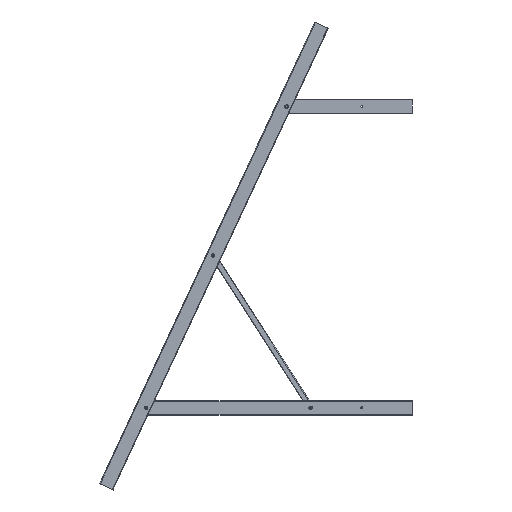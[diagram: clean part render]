
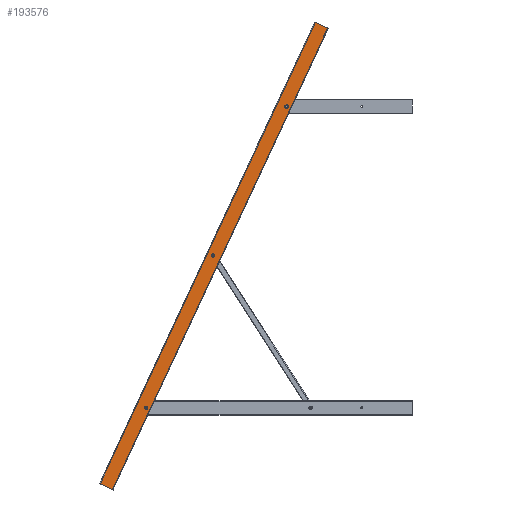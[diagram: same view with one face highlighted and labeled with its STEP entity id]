
A CAD part, left-side view. The second image highlights one B-rep face of the part: STEP entity #193576.
In plain terms, the highlighted planar face has unit normal (-1, 0, 0).
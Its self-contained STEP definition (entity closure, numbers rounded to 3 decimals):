
#1297 = CIRCLE ( 'NONE', #162525, 6.5 ) ;
#4679 = VERTEX_POINT ( 'NONE', #111282 ) ;
#4697 = VECTOR ( 'NONE', #196188, 1000. ) ;
#7862 = CARTESIAN_POINT ( 'NONE',  ( -27.5, -17.5, 1150. ) ) ;
#9131 = CARTESIAN_POINT ( 'NONE',  ( -27.5, -50., 1762.5 ) ) ;
#12566 = VERTEX_POINT ( 'NONE', #185088 ) ;
#13976 = CARTESIAN_POINT ( 'NONE',  ( -27.5, -17.5, -1150. ) ) ;
#14065 = ORIENTED_EDGE ( 'NONE', *, *, #75020, .T. ) ;
#15083 = DIRECTION ( 'NONE',  ( -1., 0., 0. ) ) ;
#16095 = CIRCLE ( 'NONE', #48301, 6.5 ) ;
#21897 = VERTEX_POINT ( 'NONE', #145174 ) ;
#28999 = LINE ( 'NONE', #164853, #125923 ) ;
#29647 = EDGE_CURVE ( 'NONE', #176476, #82847, #113519, .T. ) ;
#30181 = AXIS2_PLACEMENT_3D ( 'NONE', #155755, #171412, #82842 ) ;
#32282 = FACE_BOUND ( 'NONE', #117519, .T. ) ;
#36475 = VERTEX_POINT ( 'NONE', #145347 ) ;
#38175 = EDGE_CURVE ( 'NONE', #21897, #184493, #53389, .T. ) ;
#48301 = AXIS2_PLACEMENT_3D ( 'NONE', #153494, #221879, #119798 ) ;
#53389 = CIRCLE ( 'NONE', #171619, 6.5 ) ;
#53544 = FACE_OUTER_BOUND ( 'NONE', #117452, .T. ) ;
#55279 = CARTESIAN_POINT ( 'NONE',  ( -27.5, 48., 1762.5 ) ) ;
#56685 = EDGE_CURVE ( 'NONE', #176476, #4679, #28999, .T. ) ;
#56751 = ORIENTED_EDGE ( 'NONE', *, *, #161240, .F. ) ;
#58002 = CARTESIAN_POINT ( 'NONE',  ( -27.5, 7.5, 0. ) ) ;
#62019 = DIRECTION ( 'NONE',  ( 0., 1., 0. ) ) ;
#65336 = EDGE_LOOP ( 'NONE', ( #93631, #214147 ) ) ;
#65585 = ORIENTED_EDGE ( 'NONE', *, *, #162760, .F. ) ;
#71742 = ORIENTED_EDGE ( 'NONE', *, *, #206971, .F. ) ;
#74106 = DIRECTION ( 'NONE',  ( -1., 0., 0. ) ) ;
#75020 = EDGE_CURVE ( 'NONE', #82847, #106366, #179316, .T. ) ;
#76379 = EDGE_LOOP ( 'NONE', ( #218517, #65585 ) ) ;
#81746 = ORIENTED_EDGE ( 'NONE', *, *, #38175, .F. ) ;
#82842 = DIRECTION ( 'NONE',  ( 0., -1., 0. ) ) ;
#82847 = VERTEX_POINT ( 'NONE', #55279 ) ;
#93631 = ORIENTED_EDGE ( 'NONE', *, *, #109546, .F. ) ;
#96263 = VECTOR ( 'NONE', #130416, 1000. ) ;
#98200 = CIRCLE ( 'NONE', #152061, 6.5 ) ;
#106366 = VERTEX_POINT ( 'NONE', #159912 ) ;
#107723 = CIRCLE ( 'NONE', #150892, 6.5 ) ;
#108578 = DIRECTION ( 'NONE',  ( 0., -1., 0. ) ) ;
#109546 = EDGE_CURVE ( 'NONE', #208233, #36475, #98200, .T. ) ;
#109672 = DIRECTION ( 'NONE',  ( -1., 0., 0. ) ) ;
#110119 = EDGE_CURVE ( 'NONE', #36475, #208233, #16095, .T. ) ;
#111282 = CARTESIAN_POINT ( 'NONE',  ( -27.5, -45.5, -1762.5 ) ) ;
#113519 = LINE ( 'NONE', #9131, #96263 ) ;
#114388 = CARTESIAN_POINT ( 'NONE',  ( -27.5, -17.5, 1150. ) ) ;
#117452 = EDGE_LOOP ( 'NONE', ( #71742, #188947, #150162, #14065 ) ) ;
#117519 = EDGE_LOOP ( 'NONE', ( #56751, #81746 ) ) ;
#118586 = CARTESIAN_POINT ( 'NONE',  ( -27.5, -45.5, 1762.5 ) ) ;
#119798 = DIRECTION ( 'NONE',  ( 0., -1., 0. ) ) ;
#122071 = PLANE ( 'NONE',  #30181 ) ;
#125923 = VECTOR ( 'NONE', #197465, 1000. ) ;
#127707 = CARTESIAN_POINT ( 'NONE',  ( -27.5, 48., 1762.5 ) ) ;
#130416 = DIRECTION ( 'NONE',  ( 0., 1., 0. ) ) ;
#132361 = DIRECTION ( 'NONE',  ( -1., 0., 0. ) ) ;
#133050 = DIRECTION ( 'NONE',  ( 0., -1., 0. ) ) ;
#134494 = FACE_BOUND ( 'NONE', #76379, .T. ) ;
#136393 = DIRECTION ( 'NONE',  ( -1., 0., 0. ) ) ;
#145174 = CARTESIAN_POINT ( 'NONE',  ( -27.5, -17.5, 1156.5 ) ) ;
#145347 = CARTESIAN_POINT ( 'NONE',  ( -27.5, -17.5, -1143.5 ) ) ;
#150162 = ORIENTED_EDGE ( 'NONE', *, *, #29647, .T. ) ;
#150892 = AXIS2_PLACEMENT_3D ( 'NONE', #185797, #136393, #133050 ) ;
#152061 = AXIS2_PLACEMENT_3D ( 'NONE', #13976, #15083, #169957 ) ;
#153494 = CARTESIAN_POINT ( 'NONE',  ( -27.5, -17.5, -1150. ) ) ;
#154860 = LINE ( 'NONE', #189640, #190892 ) ;
#155755 = CARTESIAN_POINT ( 'NONE',  ( -27.5, -50., 1762.5 ) ) ;
#158222 = CARTESIAN_POINT ( 'NONE',  ( -27.5, -17.5, -1156.5 ) ) ;
#159912 = CARTESIAN_POINT ( 'NONE',  ( -27.5, 48., -1762.5 ) ) ;
#161240 = EDGE_CURVE ( 'NONE', #184493, #21897, #1297, .T. ) ;
#162525 = AXIS2_PLACEMENT_3D ( 'NONE', #114388, #132361, #200845 ) ;
#162760 = EDGE_CURVE ( 'NONE', #194952, #12566, #179936, .T. ) ;
#164853 = CARTESIAN_POINT ( 'NONE',  ( -27.5, -45.5, 1762.5 ) ) ;
#169957 = DIRECTION ( 'NONE',  ( 0., -1., 0. ) ) ;
#171412 = DIRECTION ( 'NONE',  ( -1., 0., 0. ) ) ;
#171619 = AXIS2_PLACEMENT_3D ( 'NONE', #7862, #74106, #178512 ) ;
#176476 = VERTEX_POINT ( 'NONE', #118586 ) ;
#178512 = DIRECTION ( 'NONE',  ( 0., -1., 0. ) ) ;
#179316 = LINE ( 'NONE', #127707, #4697 ) ;
#179936 = CIRCLE ( 'NONE', #197912, 6.5 ) ;
#184493 = VERTEX_POINT ( 'NONE', #190600 ) ;
#185088 = CARTESIAN_POINT ( 'NONE',  ( -27.5, 7.5, -6.5 ) ) ;
#185797 = CARTESIAN_POINT ( 'NONE',  ( -27.5, 7.5, 0. ) ) ;
#186131 = FACE_BOUND ( 'NONE', #65336, .T. ) ;
#188947 = ORIENTED_EDGE ( 'NONE', *, *, #56685, .F. ) ;
#189640 = CARTESIAN_POINT ( 'NONE',  ( -27.5, -50., -1762.5 ) ) ;
#190600 = CARTESIAN_POINT ( 'NONE',  ( -27.5, -17.5, 1143.5 ) ) ;
#190892 = VECTOR ( 'NONE', #62019, 1000. ) ;
#193576 = ADVANCED_FACE ( 'NONE', ( #32282, #186131, #134494, #53544 ), #122071, .T. ) ;
#194952 = VERTEX_POINT ( 'NONE', #219939 ) ;
#196188 = DIRECTION ( 'NONE',  ( 0., 0., -1. ) ) ;
#197465 = DIRECTION ( 'NONE',  ( 0., 0., -1. ) ) ;
#197912 = AXIS2_PLACEMENT_3D ( 'NONE', #58002, #109672, #108578 ) ;
#200845 = DIRECTION ( 'NONE',  ( 0., -1., 0. ) ) ;
#206971 = EDGE_CURVE ( 'NONE', #4679, #106366, #154860, .T. ) ;
#208233 = VERTEX_POINT ( 'NONE', #158222 ) ;
#214147 = ORIENTED_EDGE ( 'NONE', *, *, #110119, .F. ) ;
#214785 = EDGE_CURVE ( 'NONE', #12566, #194952, #107723, .T. ) ;
#218517 = ORIENTED_EDGE ( 'NONE', *, *, #214785, .F. ) ;
#219939 = CARTESIAN_POINT ( 'NONE',  ( -27.5, 7.5, 6.5 ) ) ;
#221879 = DIRECTION ( 'NONE',  ( -1., 0., 0. ) ) ;
